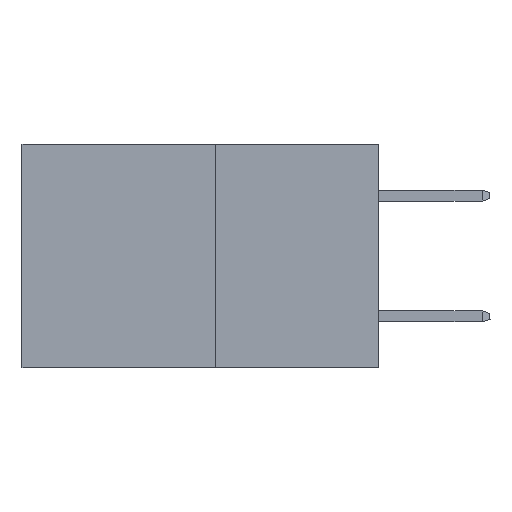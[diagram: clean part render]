
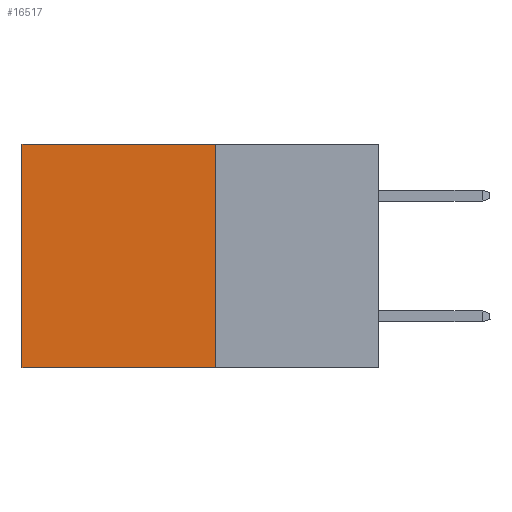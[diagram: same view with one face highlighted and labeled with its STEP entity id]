
A CAD part, left-side view. The second image highlights one B-rep face of the part: STEP entity #16517.
In plain terms, the highlighted planar face has unit normal (-1, 0, 0).
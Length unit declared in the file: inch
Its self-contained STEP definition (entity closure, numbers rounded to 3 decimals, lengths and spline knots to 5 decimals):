
#391 = DIRECTION ( 'NONE',  ( 0., 0., -1. ) ) ;
#493 = EDGE_LOOP ( 'NONE', ( #20544, #2760, #11733, #7596 ) ) ;
#616 = EDGE_CURVE ( 'NONE', #19471, #11369, #5723, .T. ) ;
#1601 = CARTESIAN_POINT ( 'NONE',  ( 0.277, 0.27, -0.37 ) ) ;
#1642 = VECTOR ( 'NONE', #8109, 39.37008 ) ;
#2572 = VERTEX_POINT ( 'NONE', #20837 ) ;
#2760 = ORIENTED_EDGE ( 'NONE', *, *, #616, .F. ) ;
#4154 = VECTOR ( 'NONE', #21363, 39.37008 ) ;
#5221 = EDGE_CURVE ( 'NONE', #2572, #11369, #9775, .T. ) ;
#5502 = VERTEX_POINT ( 'NONE', #14552 ) ;
#5723 = LINE ( 'NONE', #15691, #26682 ) ;
#6692 = PLANE ( 'NONE',  #16373 ) ;
#7596 = ORIENTED_EDGE ( 'NONE', *, *, #26058, .T. ) ;
#8109 = DIRECTION ( 'NONE',  ( 0., 1., 0. ) ) ;
#8639 = LINE ( 'NONE', #19912, #14220 ) ;
#9494 = DIRECTION ( 'NONE',  ( 0., 0., -1. ) ) ;
#9775 = LINE ( 'NONE', #21218, #4154 ) ;
#10780 = CARTESIAN_POINT ( 'NONE',  ( 0.277, 0.59, -0.37 ) ) ;
#11369 = VERTEX_POINT ( 'NONE', #10780 ) ;
#11733 = ORIENTED_EDGE ( 'NONE', *, *, #13405, .F. ) ;
#12164 = LINE ( 'NONE', #12296, #1642 ) ;
#12296 = CARTESIAN_POINT ( 'NONE',  ( 0.277, 0.27, 0. ) ) ;
#12995 = DIRECTION ( 'NONE',  ( 1., 0., 0. ) ) ;
#13405 = EDGE_CURVE ( 'NONE', #5502, #19471, #8639, .T. ) ;
#14220 = VECTOR ( 'NONE', #9494, 39.37008 ) ;
#14552 = CARTESIAN_POINT ( 'NONE',  ( 0.277, 0.27, 0. ) ) ;
#15443 = DIRECTION ( 'NONE',  ( 0., 1., 0. ) ) ;
#15691 = CARTESIAN_POINT ( 'NONE',  ( 0.277, 0.27, -0.37 ) ) ;
#16373 = AXIS2_PLACEMENT_3D ( 'NONE', #25506, #12995, #391 ) ;
#16517 = ADVANCED_FACE ( 'NONE', ( #22478 ), #6692, .F. ) ;
#19471 = VERTEX_POINT ( 'NONE', #1601 ) ;
#19912 = CARTESIAN_POINT ( 'NONE',  ( 0.277, 0.27, -0.37 ) ) ;
#20544 = ORIENTED_EDGE ( 'NONE', *, *, #5221, .T. ) ;
#20837 = CARTESIAN_POINT ( 'NONE',  ( 0.277, 0.59, 0. ) ) ;
#21218 = CARTESIAN_POINT ( 'NONE',  ( 0.277, 0.59, -0.37 ) ) ;
#21363 = DIRECTION ( 'NONE',  ( 0., 0., -1. ) ) ;
#22478 = FACE_OUTER_BOUND ( 'NONE', #493, .T. ) ;
#25506 = CARTESIAN_POINT ( 'NONE',  ( 0.277, 0.27, -0.37 ) ) ;
#26058 = EDGE_CURVE ( 'NONE', #5502, #2572, #12164, .T. ) ;
#26682 = VECTOR ( 'NONE', #15443, 39.37008 ) ;
